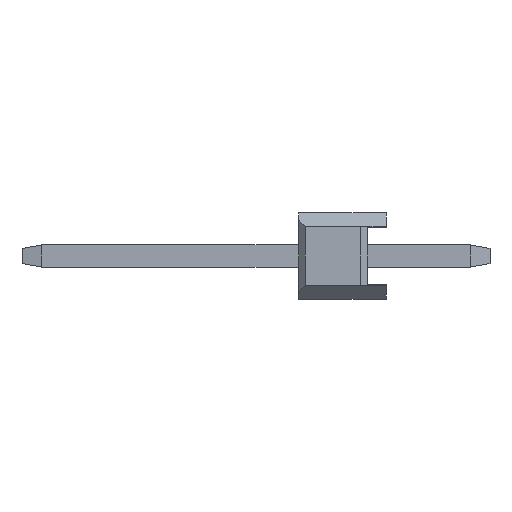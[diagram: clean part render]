
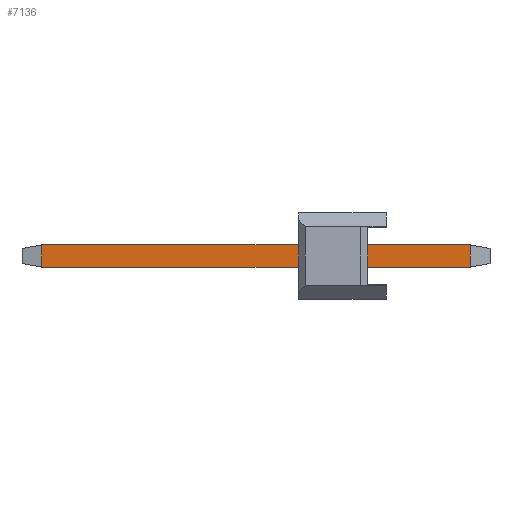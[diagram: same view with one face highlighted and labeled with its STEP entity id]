
A CAD part, left-side view. The second image highlights one B-rep face of the part: STEP entity #7136.
In plain terms, the highlighted planar face has unit normal (-1, 0, 0).
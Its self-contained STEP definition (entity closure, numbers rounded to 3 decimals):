
#305 = DIRECTION ( 'NONE',  ( 1., 0., 0. ) ) ;
#309 = ORIENTED_EDGE ( 'NONE', *, *, #1603, .T. ) ;
#650 = CARTESIAN_POINT ( 'NONE',  ( -0.32, 9.973, -0.32 ) ) ;
#663 = LINE ( 'NONE', #5299, #8073 ) ;
#1007 = CARTESIAN_POINT ( 'NONE',  ( -0.32, 10.54, 0.32 ) ) ;
#1603 = EDGE_CURVE ( 'NONE', #6252, #2505, #3183, .T. ) ;
#1947 = AXIS2_PLACEMENT_3D ( 'NONE', #1007, #305, #5334 ) ;
#2045 = CARTESIAN_POINT ( 'NONE',  ( -0.32, 9.973, -0.32 ) ) ;
#2505 = VERTEX_POINT ( 'NONE', #2696 ) ;
#2683 = EDGE_CURVE ( 'NONE', #8703, #5637, #2774, .T. ) ;
#2696 = CARTESIAN_POINT ( 'NONE',  ( -0.32, -2.433, -0.32 ) ) ;
#2774 = LINE ( 'NONE', #7956, #4495 ) ;
#2783 = DIRECTION ( 'NONE',  ( 0., 0., -1. ) ) ;
#2910 = DIRECTION ( 'NONE',  ( 0., -1., 0. ) ) ;
#2957 = VECTOR ( 'NONE', #5851, 1000. ) ;
#3183 = LINE ( 'NONE', #6625, #2957 ) ;
#3564 = EDGE_LOOP ( 'NONE', ( #309, #8273, #8304, #4622 ) ) ;
#3729 = EDGE_CURVE ( 'NONE', #2505, #5637, #663, .T. ) ;
#4495 = VECTOR ( 'NONE', #2910, 1000. ) ;
#4622 = ORIENTED_EDGE ( 'NONE', *, *, #5673, .T. ) ;
#4927 = CARTESIAN_POINT ( 'NONE',  ( -0.32, -2.433, 0.32 ) ) ;
#5215 = VECTOR ( 'NONE', #2783, 1000. ) ;
#5299 = CARTESIAN_POINT ( 'NONE',  ( -0.32, -2.433, 0.32 ) ) ;
#5334 = DIRECTION ( 'NONE',  ( 0., 0., -1. ) ) ;
#5431 = LINE ( 'NONE', #650, #5215 ) ;
#5637 = VERTEX_POINT ( 'NONE', #4927 ) ;
#5673 = EDGE_CURVE ( 'NONE', #8703, #6252, #5431, .T. ) ;
#5851 = DIRECTION ( 'NONE',  ( 0., -1., 0. ) ) ;
#6252 = VERTEX_POINT ( 'NONE', #2045 ) ;
#6625 = CARTESIAN_POINT ( 'NONE',  ( -0.32, 10.54, -0.32 ) ) ;
#7136 = ADVANCED_FACE ( 'NONE', ( #8374 ), #8901, .F. ) ;
#7431 = DIRECTION ( 'NONE',  ( 0., 0., 1. ) ) ;
#7956 = CARTESIAN_POINT ( 'NONE',  ( -0.32, 10.54, 0.32 ) ) ;
#8073 = VECTOR ( 'NONE', #7431, 1000. ) ;
#8223 = CARTESIAN_POINT ( 'NONE',  ( -0.32, 9.973, 0.32 ) ) ;
#8273 = ORIENTED_EDGE ( 'NONE', *, *, #3729, .T. ) ;
#8304 = ORIENTED_EDGE ( 'NONE', *, *, #2683, .F. ) ;
#8374 = FACE_OUTER_BOUND ( 'NONE', #3564, .T. ) ;
#8703 = VERTEX_POINT ( 'NONE', #8223 ) ;
#8901 = PLANE ( 'NONE',  #1947 ) ;
